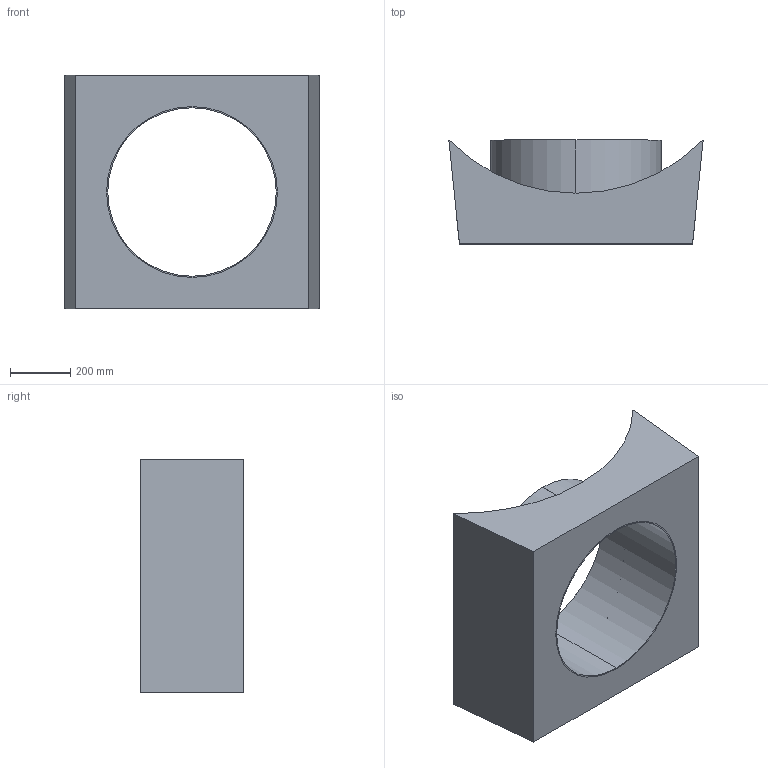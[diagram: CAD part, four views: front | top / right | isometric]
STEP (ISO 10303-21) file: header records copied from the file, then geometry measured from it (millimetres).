
FILE_DESCRIPTION (( 'STEP AP203' ), '1' );
FILE_NAME ('Rudus MYHDE560-1000 Valuliittymä 560-1000 Muovi.step', '2020-03-19T21:05:19', ( '' ), ( '' ), 'SwSTEP 2.0', 'SolidWorks 2019', '' );
FILE_SCHEMA (( 'CONFIG_CONTROL_DESIGN' ));
Length unit declared in the file: millimetre
Products named in the file (3): kaivo-osa-valuliittyma-runko_muovi; muovi-lavistysyhde; Rudus MYHDE560-1000 Valuliittymä 560-1000 Muovi
Assembly tree (2 placements, depth 2):
  Rudus MYHDE560-1000 Valuliittymä 560-1000 Muovi
    kaivo-osa-valuliittyma-runko_muovi
    muovi-lavistysyhde
Bounding box: 845 x 345 x 775 mm (x, y, z)
Volume: 92012386.9 mm3; surface area: 3301501.8 mm2
Topology: 2 solids, 2 shells, 16 faces, 36 edges, 24 vertices
Faces by surface type: plane 9, cylinder 7
Entity records: 979 total; most frequent: CARTESIAN_POINT 299, DIRECTION 88, ORIENTED_EDGE 72, EDGE_CURVE 36, AXIS2_PLACEMENT_3D 33, PERSON_AND_ORGANIZATION 26, VERTEX_POINT 24, LINE 22
